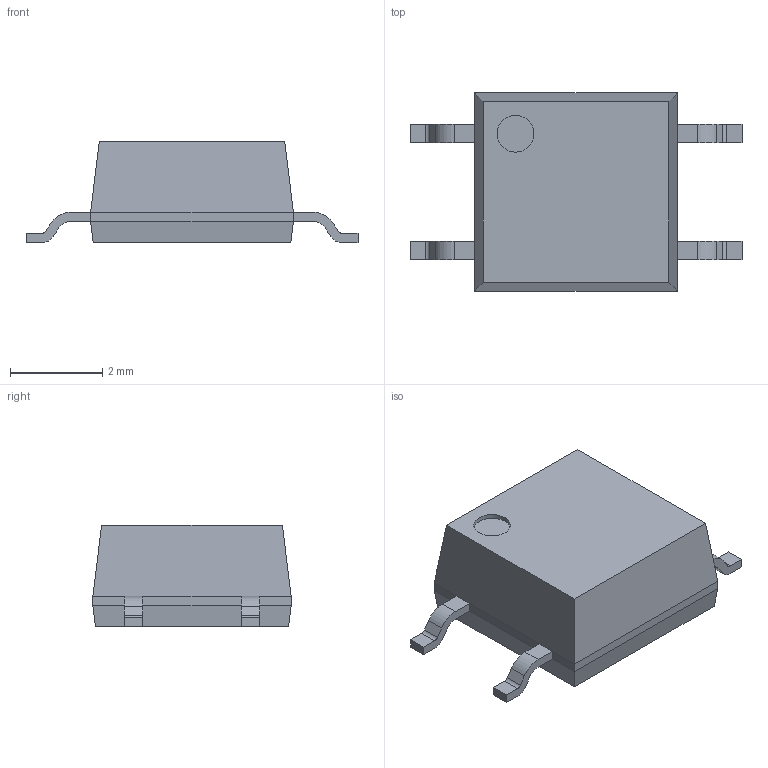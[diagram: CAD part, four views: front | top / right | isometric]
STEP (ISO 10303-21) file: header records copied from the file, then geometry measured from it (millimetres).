
FILE_DESCRIPTION((''),'2;1');
FILE_NAME('SOIC127P680X220-6_4N.stp','2010-05-04T14:18:54',(''),(''),'Mechanical Desktop 2010','Mechanical Desktop 2010',', , ');
FILE_SCHEMA(('AUTOMOTIVE_DESIGN { 1 2 10303 214 1 1 1 1 }'));
Length unit declared in the file: millimetre
Products named in the file (1): Product
Bounding box: 7.2 x 4.3 x 2.2 mm (x, y, z)
Volume: 39.4 mm3; surface area: 155.2 mm2
Topology: 7 solids, 7 shells, 77 faces, 186 edges, 124 vertices
Faces by surface type: plane 39, bspline 28, cylinder 10
Entity records: 2386 total; most frequent: CARTESIAN_POINT 584, ORIENTED_EDGE 372, DIRECTION 322, EDGE_CURVE 186, VECTOR 150, LINE 150, VERTEX_POINT 124, AXIS2_PLACEMENT_3D 86
